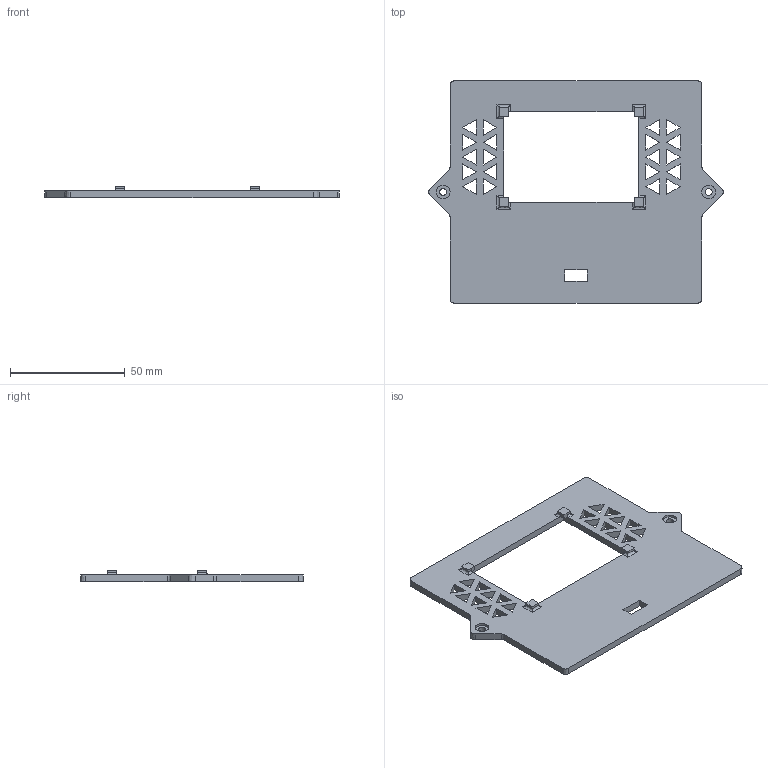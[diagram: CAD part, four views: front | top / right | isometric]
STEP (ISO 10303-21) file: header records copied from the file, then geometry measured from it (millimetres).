
FILE_DESCRIPTION(/* description */ ('STEP AP242','CAx-IF Rec.Pracs.---Representation and Presentation of Product Manufacturing Information (PMI)---4.0---2014-10-13','CAx-IF Rec.Pracs.---3D Tessellated Geometry---0.4---2014-09-14','2;1'),/* implementation_level */ '2;1');
FILE_NAME(/* name */ '66366131ea7d80165f2c237c',/* time_stamp */ '2024-05-04T16:24:18Z',/* author */ (''),/* organization */ (''),/* preprocessor_version */ 'ST-DEVELOPER v20',/* originating_system */ ' ',/* authorisation */ ' ');
FILE_SCHEMA (('AP242_MANAGED_MODEL_BASED_3D_ENGINEERING_MIM_LF { 1 0 10303 442 1 1 4 }'));
Length unit declared in the file: metre
Products named in the file (1): Computer Top
Bounding box: 128.59 x 97 x 5 mm (x, y, z)
Volume: 24262.7 mm3; surface area: 19537.4 mm2
Topology: 1 solids, 1 shells, 136 faces, 384 edges, 252 vertices
Faces by surface type: plane 106, bspline 26, cylinder 4
Full cylindrical faces by diameter (mm): 3 x2, 6 x2
Entity records: 5518 total; most frequent: CARTESIAN_POINT 2151, ORIENTED_EDGE 760, DIRECTION 518, EDGE_CURVE 380, LINE 280, VECTOR 280, VERTEX_POINT 252, EDGE_LOOP 190
